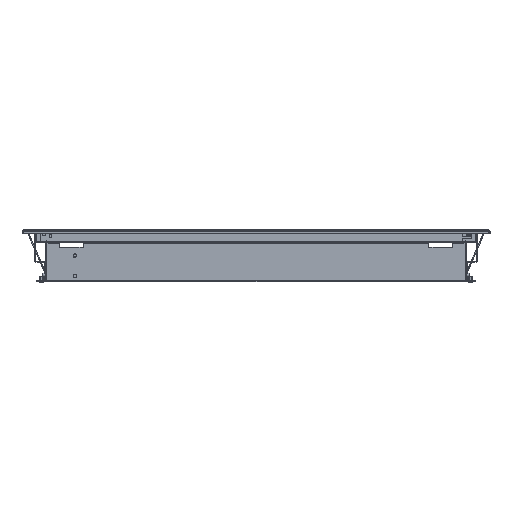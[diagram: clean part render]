
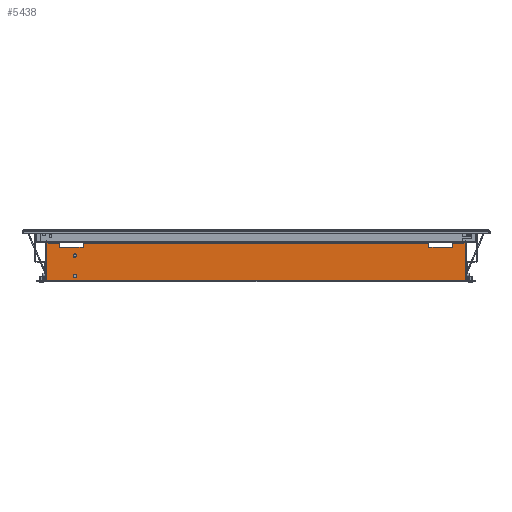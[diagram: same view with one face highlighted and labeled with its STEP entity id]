
A CAD part, front view. The second image highlights one B-rep face of the part: STEP entity #5438.
In plain terms, the highlighted planar face has unit normal (0, -1, 0).
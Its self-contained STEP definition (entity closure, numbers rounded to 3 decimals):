
#90 = VECTOR ( 'NONE', #5764, 1000. ) ;
#570 = VERTEX_POINT ( 'NONE', #7757 ) ;
#705 = DIRECTION ( 'NONE',  ( 0., 0., 1. ) ) ;
#732 = DIRECTION ( 'NONE',  ( 1., 0., 0. ) ) ;
#954 = VECTOR ( 'NONE', #18356, 1000. ) ;
#1004 = EDGE_CURVE ( 'NONE', #1149, #13321, #15266, .T. ) ;
#1149 = VERTEX_POINT ( 'NONE', #11159 ) ;
#1337 = CARTESIAN_POINT ( 'NONE',  ( 0., -1154., -30. ) ) ;
#1358 = CARTESIAN_POINT ( 'NONE',  ( 740., -1154., -30. ) ) ;
#1573 = ORIENTED_EDGE ( 'NONE', *, *, #19671, .F. ) ;
#1615 = ORIENTED_EDGE ( 'NONE', *, *, #1004, .F. ) ;
#2060 = AXIS2_PLACEMENT_3D ( 'NONE', #6670, #15271, #16686 ) ;
#2190 = EDGE_LOOP ( 'NONE', ( #13732, #14438 ) ) ;
#2227 = AXIS2_PLACEMENT_3D ( 'NONE', #18808, #20639, #9014 ) ;
#2331 = LINE ( 'NONE', #3715, #954 ) ;
#2460 = CARTESIAN_POINT ( 'NONE',  ( 65., -1154., 0. ) ) ;
#2804 = DIRECTION ( 'NONE',  ( 1., 0., 0. ) ) ;
#2916 = CARTESIAN_POINT ( 'NONE',  ( 762., -1154., -86.5 ) ) ;
#3324 = ORIENTED_EDGE ( 'NONE', *, *, #9882, .F. ) ;
#3520 = EDGE_LOOP ( 'NONE', ( #5451, #15737, #1573, #3324, #14105, #8595, #16920, #3887, #14387, #15137, #11292, #18843 ) ) ;
#3597 = DIRECTION ( 'NONE',  ( 0., 0., -1. ) ) ;
#3694 = AXIS2_PLACEMENT_3D ( 'NONE', #17603, #17278, #7806 ) ;
#3715 = CARTESIAN_POINT ( 'NONE',  ( 105., -1154., 0. ) ) ;
#3737 = CARTESIAN_POINT ( 'NONE',  ( 43., -1154., -22.5 ) ) ;
#3763 = LINE ( 'NONE', #10222, #20897 ) ;
#3834 = VERTEX_POINT ( 'NONE', #1358 ) ;
#3887 = ORIENTED_EDGE ( 'NONE', *, *, #20669, .F. ) ;
#3992 = EDGE_LOOP ( 'NONE', ( #1615, #12485 ) ) ;
#4029 = FACE_BOUND ( 'NONE', #3992, .T. ) ;
#4135 = PLANE ( 'NONE',  #18321 ) ;
#4562 = CARTESIAN_POINT ( 'NONE',  ( 43., -1154., -86.5 ) ) ;
#4689 = VECTOR ( 'NONE', #705, 1000. ) ;
#4910 = VERTEX_POINT ( 'NONE', #16884 ) ;
#5053 = EDGE_CURVE ( 'NONE', #4910, #20349, #9123, .T. ) ;
#5438 = ADVANCED_FACE ( 'NONE', ( #4029, #20724, #10915 ), #4135, .T. ) ;
#5451 = ORIENTED_EDGE ( 'NONE', *, *, #5053, .F. ) ;
#5658 = CARTESIAN_POINT ( 'NONE',  ( 91., -1154., -47. ) ) ;
#5733 = CARTESIAN_POINT ( 'NONE',  ( 700., -1154., -30. ) ) ;
#5764 = DIRECTION ( 'NONE',  ( 1., 0., 0. ) ) ;
#5771 = DIRECTION ( 'NONE',  ( 0., 0., -1. ) ) ;
#5783 = VECTOR ( 'NONE', #3597, 1000. ) ;
#6107 = VECTOR ( 'NONE', #2804, 1000. ) ;
#6128 = CARTESIAN_POINT ( 'NONE',  ( 0., -1154., -30. ) ) ;
#6586 = LINE ( 'NONE', #1337, #18522 ) ;
#6670 = CARTESIAN_POINT ( 'NONE',  ( 91., -1154., -79. ) ) ;
#6796 = EDGE_CURVE ( 'NONE', #3834, #570, #18517, .T. ) ;
#6911 = CARTESIAN_POINT ( 'NONE',  ( 91., -1154., -44. ) ) ;
#7078 = DIRECTION ( 'NONE',  ( -1., 0., 0. ) ) ;
#7160 = CARTESIAN_POINT ( 'NONE',  ( 43., -1154., -21.5 ) ) ;
#7679 = AXIS2_PLACEMENT_3D ( 'NONE', #6911, #18424, #10243 ) ;
#7757 = CARTESIAN_POINT ( 'NONE',  ( 740., -1154., -22.5 ) ) ;
#7806 = DIRECTION ( 'NONE',  ( 0., 0., -1. ) ) ;
#8106 = DIRECTION ( 'NONE',  ( 1., 0., 0. ) ) ;
#8198 = EDGE_CURVE ( 'NONE', #13321, #1149, #18662, .T. ) ;
#8542 = CARTESIAN_POINT ( 'NONE',  ( 762., -1154., -22.5 ) ) ;
#8552 = LINE ( 'NONE', #7160, #4689 ) ;
#8569 = CIRCLE ( 'NONE', #2060, 3. ) ;
#8595 = ORIENTED_EDGE ( 'NONE', *, *, #19304, .F. ) ;
#8622 = CARTESIAN_POINT ( 'NONE',  ( 740., -1154., 0. ) ) ;
#8983 = EDGE_CURVE ( 'NONE', #20594, #4910, #10399, .T. ) ;
#9014 = DIRECTION ( 'NONE',  ( 0., 0., -1. ) ) ;
#9123 = LINE ( 'NONE', #2460, #13077 ) ;
#9146 = CARTESIAN_POINT ( 'NONE',  ( 700., -1154., -22.5 ) ) ;
#9460 = CARTESIAN_POINT ( 'NONE',  ( 43., -1154., -22.5 ) ) ;
#9870 = VECTOR ( 'NONE', #10248, 1000. ) ;
#9882 = EDGE_CURVE ( 'NONE', #18387, #20971, #19253, .T. ) ;
#9941 = VECTOR ( 'NONE', #19722, 1000. ) ;
#10050 = LINE ( 'NONE', #18227, #5783 ) ;
#10146 = CARTESIAN_POINT ( 'NONE',  ( 43., -1154., -22.5 ) ) ;
#10222 = CARTESIAN_POINT ( 'NONE',  ( 762., -1154., -89. ) ) ;
#10235 = VERTEX_POINT ( 'NONE', #20858 ) ;
#10243 = DIRECTION ( 'NONE',  ( 0., 0., -1. ) ) ;
#10248 = DIRECTION ( 'NONE',  ( 1., 0., 0. ) ) ;
#10399 = LINE ( 'NONE', #20523, #90 ) ;
#10484 = CARTESIAN_POINT ( 'NONE',  ( 0., -1154., 0. ) ) ;
#10915 = FACE_BOUND ( 'NONE', #2190, .T. ) ;
#10965 = LINE ( 'NONE', #6128, #6107 ) ;
#11159 = CARTESIAN_POINT ( 'NONE',  ( 91., -1154., -41. ) ) ;
#11292 = ORIENTED_EDGE ( 'NONE', *, *, #20812, .F. ) ;
#11348 = CARTESIAN_POINT ( 'NONE',  ( 762., -1154., -86.5 ) ) ;
#12419 = EDGE_CURVE ( 'NONE', #14509, #14041, #19943, .T. ) ;
#12469 = CARTESIAN_POINT ( 'NONE',  ( 91., -1154., -76. ) ) ;
#12485 = ORIENTED_EDGE ( 'NONE', *, *, #8198, .F. ) ;
#12745 = VERTEX_POINT ( 'NONE', #19810 ) ;
#12806 = EDGE_CURVE ( 'NONE', #15881, #18387, #3763, .T. ) ;
#13077 = VECTOR ( 'NONE', #5771, 1000. ) ;
#13321 = VERTEX_POINT ( 'NONE', #5658 ) ;
#13732 = ORIENTED_EDGE ( 'NONE', *, *, #15386, .F. ) ;
#13855 = VECTOR ( 'NONE', #7078, 1000. ) ;
#14041 = VERTEX_POINT ( 'NONE', #9146 ) ;
#14105 = ORIENTED_EDGE ( 'NONE', *, *, #12806, .F. ) ;
#14387 = ORIENTED_EDGE ( 'NONE', *, *, #14500, .F. ) ;
#14438 = ORIENTED_EDGE ( 'NONE', *, *, #20933, .F. ) ;
#14500 = EDGE_CURVE ( 'NONE', #14041, #18593, #10050, .T. ) ;
#14509 = VERTEX_POINT ( 'NONE', #18440 ) ;
#14789 = EDGE_CURVE ( 'NONE', #20349, #10235, #6586, .T. ) ;
#15137 = ORIENTED_EDGE ( 'NONE', *, *, #12419, .F. ) ;
#15174 = CARTESIAN_POINT ( 'NONE',  ( 65., -1154., -30. ) ) ;
#15266 = CIRCLE ( 'NONE', #2227, 3. ) ;
#15271 = DIRECTION ( 'NONE',  ( 0., -1., 0. ) ) ;
#15386 = EDGE_CURVE ( 'NONE', #17856, #12745, #8569, .T. ) ;
#15737 = ORIENTED_EDGE ( 'NONE', *, *, #8983, .F. ) ;
#15766 = DIRECTION ( 'NONE',  ( 0., 0., -1. ) ) ;
#15881 = VERTEX_POINT ( 'NONE', #8542 ) ;
#16686 = DIRECTION ( 'NONE',  ( 0., 0., -1. ) ) ;
#16884 = CARTESIAN_POINT ( 'NONE',  ( 65., -1154., -22.5 ) ) ;
#16920 = ORIENTED_EDGE ( 'NONE', *, *, #6796, .F. ) ;
#17278 = DIRECTION ( 'NONE',  ( 0., -1., 0. ) ) ;
#17603 = CARTESIAN_POINT ( 'NONE',  ( 91., -1154., -79. ) ) ;
#17856 = VERTEX_POINT ( 'NONE', #12469 ) ;
#18227 = CARTESIAN_POINT ( 'NONE',  ( 700., -1154., 0. ) ) ;
#18321 = AXIS2_PLACEMENT_3D ( 'NONE', #10484, #18995, #15766 ) ;
#18356 = DIRECTION ( 'NONE',  ( 0., 0., 1. ) ) ;
#18387 = VERTEX_POINT ( 'NONE', #11348 ) ;
#18424 = DIRECTION ( 'NONE',  ( 0., -1., 0. ) ) ;
#18440 = CARTESIAN_POINT ( 'NONE',  ( 105., -1154., -22.5 ) ) ;
#18480 = LINE ( 'NONE', #3737, #20354 ) ;
#18517 = LINE ( 'NONE', #8622, #9941 ) ;
#18522 = VECTOR ( 'NONE', #8106, 1000. ) ;
#18593 = VERTEX_POINT ( 'NONE', #5733 ) ;
#18662 = CIRCLE ( 'NONE', #7679, 3. ) ;
#18804 = CIRCLE ( 'NONE', #3694, 3. ) ;
#18808 = CARTESIAN_POINT ( 'NONE',  ( 91., -1154., -44. ) ) ;
#18843 = ORIENTED_EDGE ( 'NONE', *, *, #14789, .F. ) ;
#18995 = DIRECTION ( 'NONE',  ( 0., -1., 0. ) ) ;
#19253 = LINE ( 'NONE', #2916, #13855 ) ;
#19304 = EDGE_CURVE ( 'NONE', #570, #15881, #18480, .T. ) ;
#19671 = EDGE_CURVE ( 'NONE', #20971, #20594, #8552, .T. ) ;
#19722 = DIRECTION ( 'NONE',  ( 0., 0., 1. ) ) ;
#19810 = CARTESIAN_POINT ( 'NONE',  ( 91., -1154., -82. ) ) ;
#19914 = DIRECTION ( 'NONE',  ( 0., 0., -1. ) ) ;
#19943 = LINE ( 'NONE', #10146, #9870 ) ;
#20349 = VERTEX_POINT ( 'NONE', #15174 ) ;
#20354 = VECTOR ( 'NONE', #732, 1000. ) ;
#20523 = CARTESIAN_POINT ( 'NONE',  ( 43., -1154., -22.5 ) ) ;
#20594 = VERTEX_POINT ( 'NONE', #9460 ) ;
#20639 = DIRECTION ( 'NONE',  ( 0., -1., 0. ) ) ;
#20669 = EDGE_CURVE ( 'NONE', #18593, #3834, #10965, .T. ) ;
#20724 = FACE_OUTER_BOUND ( 'NONE', #3520, .T. ) ;
#20812 = EDGE_CURVE ( 'NONE', #10235, #14509, #2331, .T. ) ;
#20858 = CARTESIAN_POINT ( 'NONE',  ( 105., -1154., -30. ) ) ;
#20897 = VECTOR ( 'NONE', #19914, 1000. ) ;
#20933 = EDGE_CURVE ( 'NONE', #12745, #17856, #18804, .T. ) ;
#20971 = VERTEX_POINT ( 'NONE', #4562 ) ;
